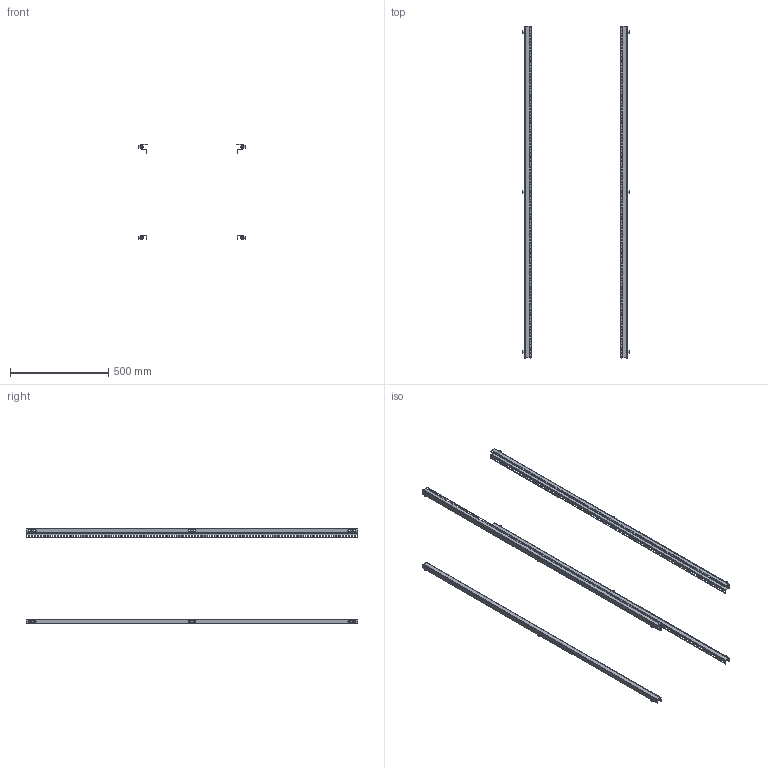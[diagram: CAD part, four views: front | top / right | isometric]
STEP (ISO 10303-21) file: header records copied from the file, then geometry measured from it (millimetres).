
FILE_DESCRIPTION (( 'STEP AP214' ), '1' );
FILE_NAME ('0348-7018-38-73.STEP', '2021-09-30T07:55:14', ( '' ), ( '' ), 'SwSTEP 2.0', 'SolidWorks 2019', '' );
FILE_SCHEMA (( 'AUTOMOTIVE_DESIGN' ));
Length unit declared in the file: millimetre
Products named in the file (7): W0064010~1; W0064012~1; 0348-7018-38-73; W0064013~1; 8000-7500-08-16; W0064009~1; 8000-0000-00-08
Assembly tree (30 placements, depth 3):
  0348-7018-38-73
    W0064009~1
      W0064010~1  x2
    W0064012~1
      W0064013~1  x2
    8000-7500-08-16  x12
    8000-0000-00-08  x12
Bounding box: 541.2 x 1690.5 x 486.5 mm (x, y, z)
Volume: 826698.5 mm3; surface area: 1137240.9 mm2
Topology: 28 solids, 28 shells, 3620 faces, 10144 edges, 6592 vertices
Faces by surface type: plane 3048, cone 264, bspline 144, cylinder 116, torus 48
Entity records: 51148 total; most frequent: CARTESIAN_POINT 9448, ORIENTED_EDGE 8824, DIRECTION 7488, EDGE_CURVE 4412, LINE 4264, VECTOR 4264, VERTEX_POINT 2916, EDGE_LOOP 2204
